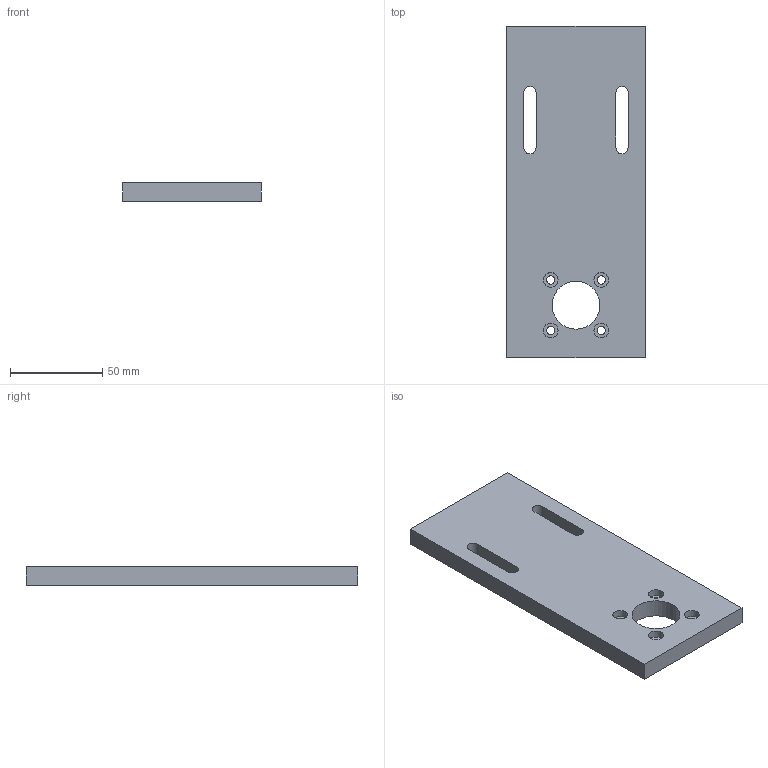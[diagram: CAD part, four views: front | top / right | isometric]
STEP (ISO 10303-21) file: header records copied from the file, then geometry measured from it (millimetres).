
FILE_DESCRIPTION(/* description */ (''),/* implementation_level */ '2;1');
FILE_NAME(/* name */ 'motor_mount v97.step',/* time_stamp */ '2020-09-30T15:51:15+10:00',/* author */ (''),/* organization */ (''),/* preprocessor_version */ 'ST-DEVELOPER v18.1',/* originating_system */ 'Autodesk Translation Framework v9.3.0.1241',/* authorisation */ '');
FILE_SCHEMA (('AUTOMOTIVE_DESIGN { 1 0 10303 214 3 1 1 }'));
Length unit declared in the file: millimetre
Products named in the file (2): motor_mount; Component1
Assembly tree (1 placements, depth 2):
  motor_mount
    Component1
Bounding box: 75 x 180 x 10 mm (x, y, z)
Volume: 123860.5 mm3; surface area: 33156.5 mm2
Topology: 1 solids, 1 shells, 31 faces, 75 edges, 50 vertices
Faces by surface type: plane 16, cylinder 15
Full cylindrical faces by diameter (mm): 4.5 x4, 8 x4, 26 x1
Entity records: 1007 total; most frequent: DIRECTION 173, CARTESIAN_POINT 159, ORIENTED_EDGE 150, EDGE_CURVE 75, AXIS2_PLACEMENT_3D 64, VERTEX_POINT 50, EDGE_LOOP 49, LINE 45
